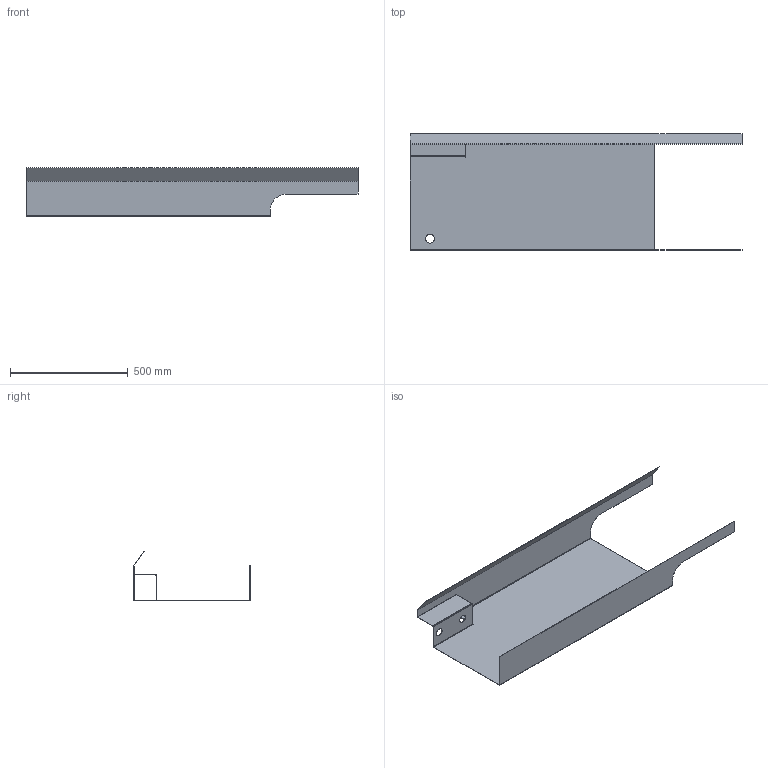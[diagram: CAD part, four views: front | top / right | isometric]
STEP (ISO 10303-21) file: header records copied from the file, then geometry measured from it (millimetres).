
FILE_DESCRIPTION(('STEP AP214'),'1');
FILE_NAME('P_957411001.stp','2022-06-13T15:06:48',(' '),(' '),'Spatial InterOp 3D',' ',' ');
FILE_SCHEMA(('AUTOMOTIVE_DESIGN { 1 0 10303 214 1 1 1 1 }'));
Length unit declared in the file: millimetre
Products named in the file (1): 957411001
Bounding box: 1410 x 495.47 x 207.94 mm (x, y, z)
Volume: 1438558.7 mm3; surface area: 1927740.8 mm2
Topology: 1 solids, 1 shells, 45 faces, 129 edges, 86 vertices
Faces by surface type: plane 25, cylinder 20
Entity records: 1510 total; most frequent: CARTESIAN_POINT 261, DIRECTION 261, ORIENTED_EDGE 258, EDGE_CURVE 129, LINE 89, VECTOR 89, AXIS2_PLACEMENT_3D 86, VERTEX_POINT 86
